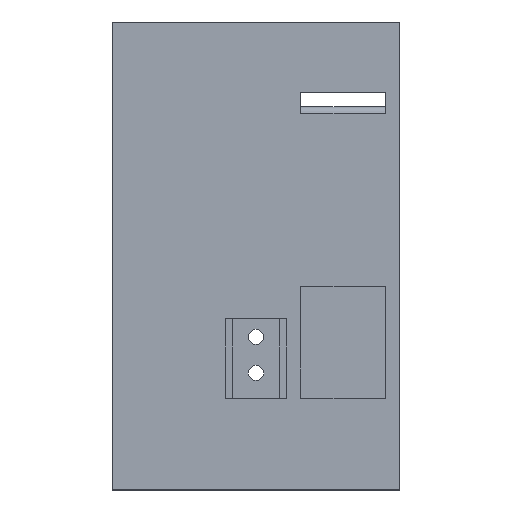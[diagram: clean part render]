
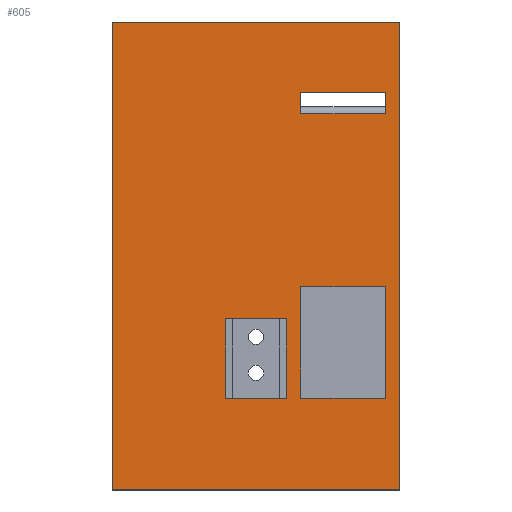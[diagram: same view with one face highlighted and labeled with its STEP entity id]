
A CAD part, top view. The second image highlights one B-rep face of the part: STEP entity #605.
In plain terms, the highlighted planar face has unit normal (0, 0, 1).
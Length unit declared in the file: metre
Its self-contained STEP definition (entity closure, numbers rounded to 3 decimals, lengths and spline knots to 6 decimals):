
#62=ORIENTED_EDGE('',*,*,#227,.T.);
#63=ORIENTED_EDGE('',*,*,#228,.F.);
#64=ORIENTED_EDGE('',*,*,#202,.F.);
#65=ORIENTED_EDGE('',*,*,#229,.F.);
#66=ORIENTED_EDGE('',*,*,#224,.F.);
#67=ORIENTED_EDGE('',*,*,#230,.T.);
#68=ORIENTED_EDGE('',*,*,#231,.T.);
#69=ORIENTED_EDGE('',*,*,#232,.F.);
#70=ORIENTED_EDGE('',*,*,#233,.F.);
#71=ORIENTED_EDGE('',*,*,#234,.T.);
#72=ORIENTED_EDGE('',*,*,#235,.T.);
#73=ORIENTED_EDGE('',*,*,#236,.F.);
#74=ORIENTED_EDGE('',*,*,#237,.T.);
#75=ORIENTED_EDGE('',*,*,#238,.T.);
#76=ORIENTED_EDGE('',*,*,#239,.F.);
#77=ORIENTED_EDGE('',*,*,#240,.F.);
#202=EDGE_CURVE('',#285,#286,#344,.T.);
#224=EDGE_CURVE('',#306,#307,#364,.T.);
#227=EDGE_CURVE('',#308,#309,#367,.T.);
#228=EDGE_CURVE('',#286,#309,#368,.T.);
#229=EDGE_CURVE('',#308,#285,#369,.T.);
#230=EDGE_CURVE('',#306,#310,#370,.T.);
#231=EDGE_CURVE('',#310,#311,#371,.T.);
#232=EDGE_CURVE('',#307,#311,#372,.T.);
#233=EDGE_CURVE('',#312,#313,#373,.T.);
#234=EDGE_CURVE('',#312,#314,#374,.T.);
#235=EDGE_CURVE('',#314,#315,#375,.T.);
#236=EDGE_CURVE('',#313,#315,#376,.T.);
#237=EDGE_CURVE('',#316,#317,#377,.T.);
#238=EDGE_CURVE('',#317,#318,#378,.T.);
#239=EDGE_CURVE('',#319,#318,#379,.T.);
#240=EDGE_CURVE('',#316,#319,#380,.T.);
#285=VERTEX_POINT('',#866);
#286=VERTEX_POINT('',#868);
#306=VERTEX_POINT('',#911);
#307=VERTEX_POINT('',#913);
#308=VERTEX_POINT('',#918);
#309=VERTEX_POINT('',#919);
#310=VERTEX_POINT('',#923);
#311=VERTEX_POINT('',#925);
#312=VERTEX_POINT('',#928);
#313=VERTEX_POINT('',#929);
#314=VERTEX_POINT('',#931);
#315=VERTEX_POINT('',#933);
#316=VERTEX_POINT('',#936);
#317=VERTEX_POINT('',#937);
#318=VERTEX_POINT('',#939);
#319=VERTEX_POINT('',#941);
#344=LINE('',#867,#418);
#364=LINE('',#912,#438);
#367=LINE('',#917,#441);
#368=LINE('',#920,#442);
#369=LINE('',#921,#443);
#370=LINE('',#922,#444);
#371=LINE('',#924,#445);
#372=LINE('',#926,#446);
#373=LINE('',#927,#447);
#374=LINE('',#930,#448);
#375=LINE('',#932,#449);
#376=LINE('',#934,#450);
#377=LINE('',#935,#451);
#378=LINE('',#938,#452);
#379=LINE('',#940,#453);
#380=LINE('',#942,#454);
#418=VECTOR('',#702,1.);
#438=VECTOR('',#730,1.);
#441=VECTOR('',#735,1.);
#442=VECTOR('',#736,1.);
#443=VECTOR('',#737,1.);
#444=VECTOR('',#738,1.);
#445=VECTOR('',#739,1.);
#446=VECTOR('',#740,1.);
#447=VECTOR('',#741,1.);
#448=VECTOR('',#742,1.);
#449=VECTOR('',#743,1.);
#450=VECTOR('',#744,1.);
#451=VECTOR('',#745,1.);
#452=VECTOR('',#746,1.);
#453=VECTOR('',#747,1.);
#454=VECTOR('',#748,1.);
#492=EDGE_LOOP('',(#62,#63,#64,#65));
#493=EDGE_LOOP('',(#66,#67,#68,#69));
#494=EDGE_LOOP('',(#70,#71,#72,#73));
#495=EDGE_LOOP('',(#74,#75,#76,#77));
#536=FACE_BOUND('',#492,.T.);
#537=FACE_BOUND('',#493,.T.);
#538=FACE_BOUND('',#494,.T.);
#539=FACE_BOUND('',#495,.T.);
#578=PLANE('',#653);
#605=ADVANCED_FACE('',(#536,#537,#538,#539),#578,.T.);
#653=AXIS2_PLACEMENT_3D('',#916,#733,#734);
#702=DIRECTION('',(1.,0.,0.));
#730=DIRECTION('',(1.,0.,0.));
#733=DIRECTION('',(0.,0.,1.));
#734=DIRECTION('',(1.,0.,0.));
#735=DIRECTION('',(1.,0.,0.));
#736=DIRECTION('',(0.,1.,0.));
#737=DIRECTION('',(0.,-1.,0.));
#738=DIRECTION('',(0.,-1.,0.));
#739=DIRECTION('',(1.,0.,0.));
#740=DIRECTION('',(0.,-1.,0.));
#741=DIRECTION('',(1.,0.,0.));
#742=DIRECTION('',(0.,1.,0.));
#743=DIRECTION('',(1.,0.,0.));
#744=DIRECTION('',(0.,1.,0.));
#745=DIRECTION('',(-1.,0.,0.));
#746=DIRECTION('',(0.,1.,0.));
#747=DIRECTION('',(-1.,0.,0.));
#748=DIRECTION('',(0.,1.,0.));
#866=CARTESIAN_POINT('',(-0.0085,-0.0395,0.009));
#867=CARTESIAN_POINT('',(0.,-0.0395,0.009));
#868=CARTESIAN_POINT('',(0.0085,-0.0395,0.009));
#911=CARTESIAN_POINT('',(-0.04,0.065,0.009));
#912=CARTESIAN_POINT('',(0.,0.065,0.009));
#913=CARTESIAN_POINT('',(0.04,0.065,0.009));
#916=CARTESIAN_POINT('',(0.,0.,0.009));
#917=CARTESIAN_POINT('',(0.,-0.0175,0.009));
#918=CARTESIAN_POINT('',(-0.0085,-0.0175,0.009));
#919=CARTESIAN_POINT('',(0.0085,-0.0175,0.009));
#920=CARTESIAN_POINT('',(0.0085,-0.0285,0.009));
#921=CARTESIAN_POINT('',(-0.0085,-0.0285,0.009));
#922=CARTESIAN_POINT('',(-0.04,0.,0.009));
#923=CARTESIAN_POINT('',(-0.04,-0.065,0.009));
#924=CARTESIAN_POINT('',(0.,-0.065,0.009));
#925=CARTESIAN_POINT('',(0.04,-0.065,0.009));
#926=CARTESIAN_POINT('',(0.04,0.,0.009));
#927=CARTESIAN_POINT('',(0.0242,-0.0395,0.009));
#928=CARTESIAN_POINT('',(0.0124,-0.0395,0.009));
#929=CARTESIAN_POINT('',(0.036,-0.0395,0.009));
#930=CARTESIAN_POINT('',(0.0124,-0.024,0.009));
#931=CARTESIAN_POINT('',(0.0124,-0.0085,0.009));
#932=CARTESIAN_POINT('',(0.0242,-0.0085,0.009));
#933=CARTESIAN_POINT('',(0.036,-0.0085,0.009));
#934=CARTESIAN_POINT('',(0.036,-0.024,0.009));
#935=CARTESIAN_POINT('',(0.,0.0395,0.009));
#936=CARTESIAN_POINT('',(0.036,0.0395,0.009));
#937=CARTESIAN_POINT('',(0.0124,0.0395,0.009));
#938=CARTESIAN_POINT('',(0.0124,0.0435,0.009));
#939=CARTESIAN_POINT('',(0.0124,0.0455,0.009));
#940=CARTESIAN_POINT('',(0.0242,0.0455,0.009));
#941=CARTESIAN_POINT('',(0.036,0.0455,0.009));
#942=CARTESIAN_POINT('',(0.036,0.0435,0.009));
